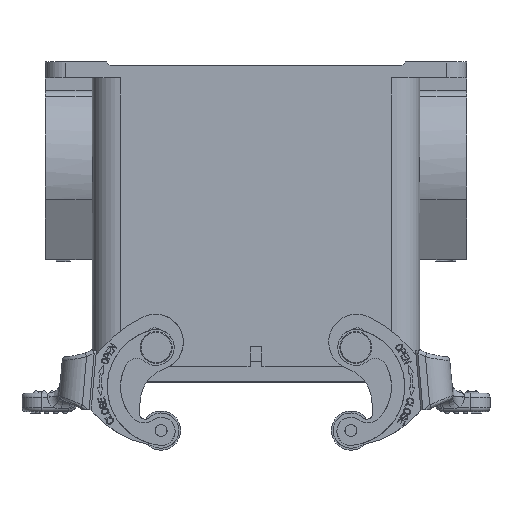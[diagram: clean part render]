
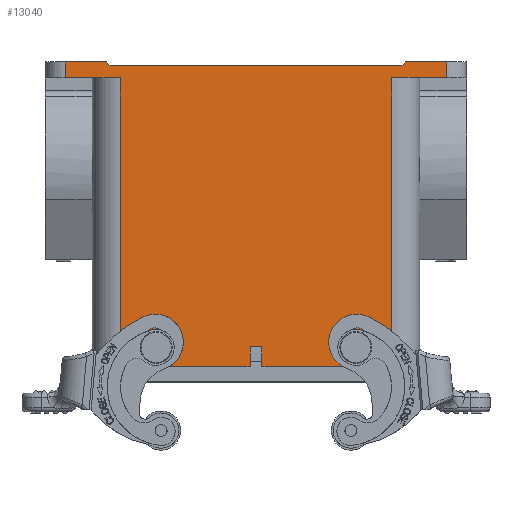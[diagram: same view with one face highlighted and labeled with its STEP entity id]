
A CAD part, front view. The second image highlights one B-rep face of the part: STEP entity #13040.
In plain terms, the highlighted planar face has unit normal (0, -1, 0).
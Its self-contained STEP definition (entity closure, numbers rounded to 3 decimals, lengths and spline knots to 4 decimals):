
#13040=ADVANCED_FACE('',(#18572,#18573,#18574),#14038,.F.);
#14038=PLANE('',#38619);
#15542=LINE('',#58597,#17569);
#15551=LINE('',#58624,#17578);
#15554=LINE('',#58640,#17581);
#15580=LINE('',#58719,#17607);
#15582=LINE('',#58723,#17609);
#15584=LINE('',#58727,#17611);
#15586=LINE('',#58731,#17613);
#15587=LINE('',#58736,#17614);
#15589=LINE('',#58744,#17616);
#15596=LINE('',#58758,#17623);
#15600=LINE('',#58767,#17627);
#15602=LINE('',#58774,#17629);
#15608=LINE('',#58794,#17635);
#15614=LINE('',#58804,#17641);
#15615=LINE('',#58806,#17642);
#15616=LINE('',#58808,#17643);
#17569=VECTOR('',#43793,1.);
#17578=VECTOR('',#43818,1.);
#17581=VECTOR('',#43827,1.);
#17607=VECTOR('',#43895,1.);
#17609=VECTOR('',#43899,1.);
#17611=VECTOR('',#43903,1.);
#17613=VECTOR('',#43907,1.);
#17614=VECTOR('',#43912,1.);
#17616=VECTOR('',#43920,1.);
#17623=VECTOR('',#43931,1.);
#17627=VECTOR('',#43937,1.);
#17629=VECTOR('',#43943,1.);
#17635=VECTOR('',#43959,1.);
#17641=VECTOR('',#43969,1.);
#17642=VECTOR('',#43972,1.);
#17643=VECTOR('',#43973,1.);
#18572=FACE_BOUND('',#19857,.T.);
#18573=FACE_BOUND('',#19858,.T.);
#18574=FACE_BOUND('',#19859,.T.);
#19857=EDGE_LOOP('',(#25994,#25995));
#19858=EDGE_LOOP('',(#25996,#25997));
#19859=EDGE_LOOP('',(#25998,#25999,#26000,#26001,#26002,#26003,#26004,#26005,
#26006,#26007,#26008,#26009,#26010,#26011,#26012,#26013));
#25994=ORIENTED_EDGE('',*,*,#34557,.T.);
#25995=ORIENTED_EDGE('',*,*,#34556,.T.);
#25996=ORIENTED_EDGE('',*,*,#34451,.T.);
#25997=ORIENTED_EDGE('',*,*,#34450,.T.);
#25998=ORIENTED_EDGE('',*,*,#34641,.F.);
#25999=ORIENTED_EDGE('',*,*,#34635,.F.);
#26000=ORIENTED_EDGE('',*,*,#34622,.F.);
#26001=ORIENTED_EDGE('',*,*,#34679,.F.);
#26002=ORIENTED_EDGE('',*,*,#34681,.F.);
#26003=ORIENTED_EDGE('',*,*,#34683,.T.);
#26004=ORIENTED_EDGE('',*,*,#34685,.F.);
#26005=ORIENTED_EDGE('',*,*,#34687,.T.);
#26006=ORIENTED_EDGE('',*,*,#34691,.T.);
#26007=ORIENTED_EDGE('',*,*,#34723,.T.);
#26008=ORIENTED_EDGE('',*,*,#34724,.T.);
#26009=ORIENTED_EDGE('',*,*,#34702,.T.);
#26010=ORIENTED_EDGE('',*,*,#34716,.T.);
#26011=ORIENTED_EDGE('',*,*,#34698,.T.);
#26012=ORIENTED_EDGE('',*,*,#34722,.T.);
#26013=ORIENTED_EDGE('',*,*,#34706,.T.);
#30785=VERTEX_POINT('',#58236);
#30786=VERTEX_POINT('',#58238);
#30856=VERTEX_POINT('',#58451);
#30857=VERTEX_POINT('',#58453);
#30902=VERTEX_POINT('',#58596);
#30903=VERTEX_POINT('',#58598);
#30913=VERTEX_POINT('',#58625);
#30914=VERTEX_POINT('',#58630);
#30942=VERTEX_POINT('',#58718);
#30943=VERTEX_POINT('',#58722);
#30944=VERTEX_POINT('',#58726);
#30945=VERTEX_POINT('',#58730);
#30946=VERTEX_POINT('',#58734);
#30950=VERTEX_POINT('',#58743);
#30955=VERTEX_POINT('',#58757);
#30956=VERTEX_POINT('',#58759);
#30959=VERTEX_POINT('',#58766);
#30960=VERTEX_POINT('',#58768);
#30963=VERTEX_POINT('',#58775);
#30974=VERTEX_POINT('',#58807);
#34450=EDGE_CURVE('',#30785,#30786,#36573,.T.);
#34451=EDGE_CURVE('',#30786,#30785,#36574,.T.);
#34556=EDGE_CURVE('',#30856,#30857,#36640,.T.);
#34557=EDGE_CURVE('',#30857,#30856,#36641,.T.);
#34622=EDGE_CURVE('',#30902,#30903,#15542,.T.);
#34635=EDGE_CURVE('',#30903,#30913,#15551,.T.);
#34641=EDGE_CURVE('',#30913,#30914,#15554,.T.);
#34679=EDGE_CURVE('',#30942,#30902,#15580,.T.);
#34681=EDGE_CURVE('',#30943,#30942,#15582,.T.);
#34683=EDGE_CURVE('',#30943,#30944,#15584,.T.);
#34685=EDGE_CURVE('',#30945,#30944,#15586,.T.);
#34687=EDGE_CURVE('',#30945,#30946,#15587,.T.);
#34691=EDGE_CURVE('',#30946,#30950,#15589,.T.);
#34698=EDGE_CURVE('',#30956,#30955,#15596,.T.);
#34702=EDGE_CURVE('',#30960,#30959,#15600,.T.);
#34706=EDGE_CURVE('',#30963,#30914,#15602,.T.);
#34716=EDGE_CURVE('',#30959,#30956,#15608,.T.);
#34722=EDGE_CURVE('',#30955,#30963,#15614,.T.);
#34723=EDGE_CURVE('',#30950,#30974,#15615,.T.);
#34724=EDGE_CURVE('',#30974,#30960,#15616,.T.);
#36573=CIRCLE('',#38395,0.0906);
#36574=CIRCLE('',#38397,0.0906);
#36640=CIRCLE('',#38500,0.0906);
#36641=CIRCLE('',#38502,0.0906);
#38395=AXIS2_PLACEMENT_3D('',#58239,#43388,#43389);
#38397=AXIS2_PLACEMENT_3D('',#58241,#43392,#43393);
#38500=AXIS2_PLACEMENT_3D('',#58454,#43637,#43638);
#38502=AXIS2_PLACEMENT_3D('',#58456,#43641,#43642);
#38619=AXIS2_PLACEMENT_3D('',#58809,#43974,#43975);
#43388=DIRECTION('',(0.,1.,0.));
#43389=DIRECTION('',(0.,0.,1.));
#43392=DIRECTION('',(0.,1.,0.));
#43393=DIRECTION('',(0.,0.,1.));
#43637=DIRECTION('',(0.,1.,0.));
#43638=DIRECTION('',(0.,0.,1.));
#43641=DIRECTION('',(0.,1.,0.));
#43642=DIRECTION('',(0.,0.,1.));
#43793=DIRECTION('',(0.,0.,-1.));
#43818=DIRECTION('',(-1.,0.,0.));
#43827=DIRECTION('',(0.,0.,-1.));
#43895=DIRECTION('',(1.,0.,0.));
#43899=DIRECTION('',(0.707,0.,0.707));
#43903=DIRECTION('',(-1.,0.,0.));
#43907=DIRECTION('',(0.707,0.,-0.707));
#43912=DIRECTION('',(-1.,0.,0.));
#43920=DIRECTION('',(0.,0.,-1.));
#43931=DIRECTION('',(1.,0.,0.));
#43937=DIRECTION('',(1.,0.,0.));
#43943=DIRECTION('',(1.,0.,0.));
#43959=DIRECTION('',(0.,0.,1.));
#43969=DIRECTION('',(0.,0.,-1.));
#43972=DIRECTION('',(1.,0.,0.));
#43973=DIRECTION('',(0.,0.,-1.));
#43974=DIRECTION('',(0.,1.,0.));
#43975=DIRECTION('',(0.,0.,1.));
#58236=CARTESIAN_POINT('',(2.9807,-0.0098,-2.8229));
#58238=CARTESIAN_POINT('',(3.1611,-0.0098,-2.8071));
#58239=CARTESIAN_POINT('',(3.0709,-0.0098,-2.815));
#58241=CARTESIAN_POINT('',(3.0709,-0.0098,-2.815));
#58451=CARTESIAN_POINT('',(1.0122,-0.0098,-2.8071));
#58453=CARTESIAN_POINT('',(1.1926,-0.0098,-2.8229));
#58454=CARTESIAN_POINT('',(1.1024,-0.0098,-2.815));
#58456=CARTESIAN_POINT('',(1.1024,-0.0098,-2.815));
#58596=CARTESIAN_POINT('',(3.9665,-0.0098,0.));
#58597=CARTESIAN_POINT('',(3.9665,-0.0098,0.));
#58598=CARTESIAN_POINT('',(3.9665,-0.0098,-0.1575));
#58624=CARTESIAN_POINT('',(3.7992,-0.0098,-0.1575));
#58625=CARTESIAN_POINT('',(3.4252,-0.0098,-0.1575));
#58630=CARTESIAN_POINT('',(3.4252,-0.0098,-3.0048));
#58640=CARTESIAN_POINT('',(3.4252,-0.0098,-0.1575));
#58718=CARTESIAN_POINT('',(3.563,-0.0098,0.));
#58719=CARTESIAN_POINT('',(2.0866,-0.0098,0.));
#58722=CARTESIAN_POINT('',(3.5236,-0.0098,-0.0394));
#58723=CARTESIAN_POINT('',(2.0736,-0.0098,-1.4894));
#58726=CARTESIAN_POINT('',(0.6496,-0.0098,-0.0394));
#58727=CARTESIAN_POINT('',(2.0866,-0.0098,-0.0394));
#58730=CARTESIAN_POINT('',(0.6102,-0.0098,0.));
#58731=CARTESIAN_POINT('',(2.0996,-0.0098,-1.4894));
#58734=CARTESIAN_POINT('',(0.2067,-0.0098,0.));
#58736=CARTESIAN_POINT('',(0.3051,-0.0098,0.));
#58743=CARTESIAN_POINT('',(0.2067,-0.0098,-0.1575));
#58744=CARTESIAN_POINT('',(0.2067,-0.0098,0.));
#58757=CARTESIAN_POINT('',(2.1457,-0.0098,-2.808));
#58758=CARTESIAN_POINT('',(2.0866,-0.0098,-2.808));
#58759=CARTESIAN_POINT('',(2.0276,-0.0098,-2.808));
#58766=CARTESIAN_POINT('',(2.0276,-0.0098,-3.0048));
#58767=CARTESIAN_POINT('',(2.0866,-0.0098,-3.0048));
#58768=CARTESIAN_POINT('',(0.748,-0.0098,-3.0048));
#58774=CARTESIAN_POINT('',(2.8345,-0.0098,-3.0048));
#58775=CARTESIAN_POINT('',(2.1457,-0.0098,-3.0048));
#58794=CARTESIAN_POINT('',(2.0276,-0.0098,-2.9064));
#58804=CARTESIAN_POINT('',(2.1457,-0.0098,-1.5024));
#58806=CARTESIAN_POINT('',(2.0866,-0.0098,-0.1575));
#58807=CARTESIAN_POINT('',(0.748,-0.0098,-0.1575));
#58808=CARTESIAN_POINT('',(0.748,-0.0098,-1.5024));
#58809=CARTESIAN_POINT('',(2.0866,-0.0098,-1.5024));
